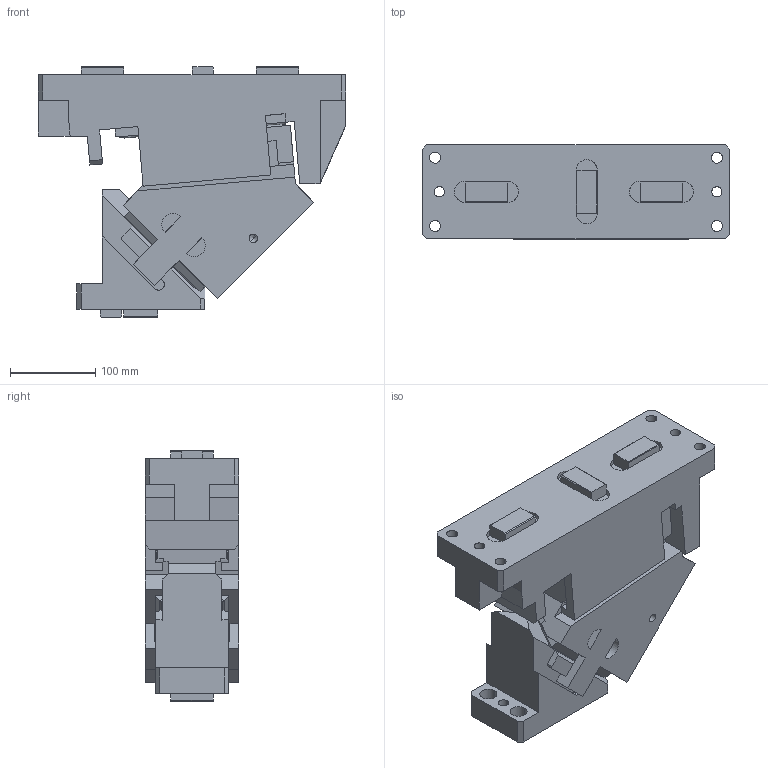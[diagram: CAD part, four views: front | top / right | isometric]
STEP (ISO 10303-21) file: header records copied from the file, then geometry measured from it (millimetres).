
FILE_DESCRIPTION(('CATIA V5 STEP Exchange'),'2;1');
FILE_NAME('CACV_110_45.stp','2015-04-24T14:10:53+00:00',('none'),('none'),'CATIA Version 5 Release 19 SP 2 (IN-10)','CATIA V5 STEP AP203','none');
FILE_SCHEMA(('CONFIG_CONTROL_DESIGN'));
Length unit declared in the file: millimetre
Products named in the file (1): CACV_110_45
Bounding box: 360 x 110 x 293 mm (x, y, z)
Volume: 6437738.7 mm3; surface area: 485310.3 mm2
Topology: 3 solids, 7 shells, 383 faces, 1031 edges, 668 vertices
Faces by surface type: plane 243, cylinder 124, cone 14, sphere 2
Entity records: 12617 total; most frequent: CARTESIAN_POINT 3353, ORIENTED_EDGE 2030, DIRECTION 1617, EDGE_CURVE 1015, VECTOR 769, LINE 769, VERTEX_POINT 668, AXIS2_PLACEMENT_3D 501
